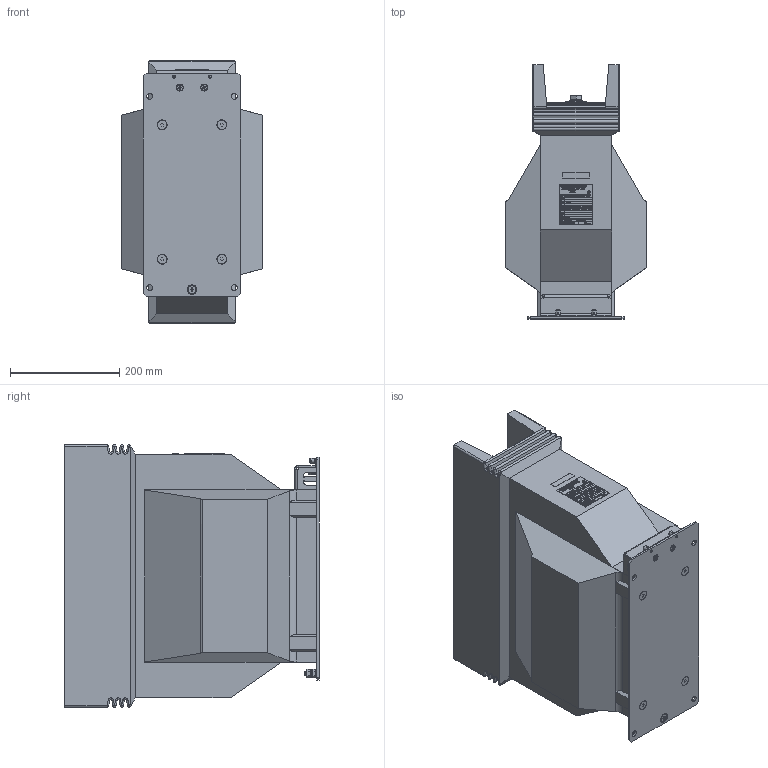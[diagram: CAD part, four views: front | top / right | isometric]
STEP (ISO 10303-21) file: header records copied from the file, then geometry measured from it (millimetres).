
FILE_DESCRIPTION (( 'STEP AP214' ), '1' );
FILE_NAME ('ﾒﾋﾊ-ﾑﾒ-35-1.2ﾌ (5-1500 ﾀ).STEP', '2019-06-24T08:36:44', ( '' ), ( '' ), 'SwSTEP 2.0', 'SolidWorks 2014', '' );
FILE_SCHEMA (( 'AUTOMOTIVE_DESIGN' ));
Length unit declared in the file: millimetre
Products named in the file (32): ÂÅÈÓ.754312.182À Òàáëè÷êà òåõíè÷åñêèõ äàííûõ ÒËÊ-ÑÒ_-03; 屡扔.758181.002 妈眚 镫铎徼痤忸黜; ÂÅÈÓ.735314.029 Êðûøêà çàùèòíàÿ ÒËÊ-35-1; ÇÍÈÎË-35; 旂000036108 椯鴀殣罻 勷 欙謶纋鍱鍎; ﾂﾅﾈﾓ.733411.011 ﾎ魵瑙韃; Áîëò DIN 933_5å10; ÂÅÈÓ.671213.558 Ñáîðêà òðàíñôîðìàòîðà ñ çàëèâêîé ÒËÊ-ÑÒ-35-1.2Ì_-03; ﾘ琺矜 DIN 127 B_5; Äîçàëèâêà áàðüåðîâ^ÂÅÈÓ.671213.558 Ñáîðêà òðàíñôîðìàòîðà ñ çàëèâêîé ÒËÊ-ÑÒ-35-1.2Ì; ﾘ琺矜 DIN 125 ﾀ_5.01.019; Êîìïàóíä^ÂÅÈÓ.671213.558 Ñáîðêà òðàíñôîðìàòîðà ñ çàëèâêîé ÒËÊ-ÑÒ-35-1.2Ì; ﾘ琺矜 DIN 127 B_6; Êîðïóñ ÒËÊ-35-1.2^ÂÅÈÓ.671213.558 Ñáîðêà òðàíñôîðìàòîðà ñ çàëèâêîé ÒËÊ-ÑÒ-35-1.2Ì_1500 5â¨ ®¡¬; Ãàéêà øåñòèãðàííàÿ DIN 934_6; 屡扔.758472.007 绵殛郷-02; ﾘ琺矜 DIN 125 ﾀ_6.01.019; ÂÅÈÓ.758472.024 Ãàéêà ñïåöèàëüíàÿ; ﾘ琺矜 DIN 127 B_8; ÂÅÈÓ.671213.340 Ñáîðêà àêòèâíîé ÷àñòè ÒËÊ-ÑÒ-35-1.2_1500; Ãàéêà øåñòèãðàííàÿ DIN 934_8; Ëåíòà èçîëÿöèîííàÿ 25ìì REF.4016 or 4026^ÂÅÈÓ.671213.340 Ñáîðêà àêòèâíîé ÷àñòè ÒËÊ-ÑÒ-35-1.2; ﾘ琺矜 DIN 125 ﾀ_8.01.019; 屡扔.757465.009 袜觐礤黜桕; Âèíò DIN 965_Œ6å20; ÂÅÈÓ.758472.032 Ãàéêà ñïåöèàëüíàÿ; Âèíò DIN 965_Œ8å25; Âèíò ïîòàé ñ âí. øåñò. DIN 7991_8å20; ﾒﾋﾊ-ﾑﾒ-35-1.2ﾌ (5-1500 ﾀ); Áîëò DIN 933_12å30 ; ﾘ琺矜 DIN 127 B_12; ﾘ琺矜 DIN 125 ﾀ_12.01.019; 屡扔.754342.003 亦犭梓赅 忭桁囗桢
Assembly tree (108 placements, depth 4):
  ﾒﾋﾊ-ﾑﾒ-35-1.2ﾌ (5-1500 ﾀ)
    ÂÅÈÓ.671213.558 Ñáîðêà òðàíñôîðìàòîðà ñ çàëèâêîé ÒËÊ-ÑÒ-35-1.2Ì_-03
      ÂÅÈÓ.671213.340 Ñáîðêà àêòèâíîé ÷àñòè ÒËÊ-ÑÒ-35-1.2_1500
        ÂÅÈÓ.758472.032 Ãàéêà ñïåöèàëüíàÿ  x5
        屡扔.757465.009 袜觐礤黜桕  x2
        Ëåíòà èçîëÿöèîííàÿ 25ìì REF.4016 or 4026^ÂÅÈÓ.671213.340 Ñáîðêà àêòèâíîé ÷àñòè ÒËÊ-ÑÒ-35-1.2  x11
      ÂÅÈÓ.758472.024 Ãàéêà ñïåöèàëüíàÿ  x4
      屡扔.758472.007 绵殛郷-02  x10
      Êîðïóñ ÒËÊ-35-1.2^ÂÅÈÓ.671213.558 Ñáîðêà òðàíñôîðìàòîðà ñ çàëèâêîé ÒËÊ-ÑÒ-35-1.2Ì_1500 5â¨ ®¡¬
      Êîìïàóíä^ÂÅÈÓ.671213.558 Ñáîðêà òðàíñôîðìàòîðà ñ çàëèâêîé ÒËÊ-ÑÒ-35-1.2Ì
      Äîçàëèâêà áàðüåðîâ^ÂÅÈÓ.671213.558 Ñáîðêà òðàíñôîðìàòîðà ñ çàëèâêîé ÒËÊ-ÑÒ-35-1.2Ì
    ﾂﾅﾈﾓ.733411.011 ﾎ魵瑙韃
    ÂÅÈÓ.735314.029 Êðûøêà çàùèòíàÿ ÒËÊ-35-1; ÇÍÈÎË-35
    屡扔.758181.002 妈眚 镫铎徼痤忸黜  x2
    ÂÅÈÓ.754312.182À Òàáëè÷êà òåõíè÷åñêèõ äàííûõ ÒËÊ-ÑÒ_-03
    屡扔.754342.003 亦犭梓赅 忭桁囗桢
    ﾘ琺矜 DIN 125 ﾀ_12.01.019  x4
    ﾘ琺矜 DIN 127 B_12  x4
    Áîëò DIN 933_12å30   x4
    Âèíò ïîòàé ñ âí. øåñò. DIN 7991_8å20  x4
    Âèíò DIN 965_Œ8å25
    Âèíò DIN 965_Œ6å20  x2
    ﾘ琺矜 DIN 125 ﾀ_8.01.019  x2
    Ãàéêà øåñòèãðàííàÿ DIN 934_8  x2
    ﾘ琺矜 DIN 127 B_8
    ﾘ琺矜 DIN 125 ﾀ_6.01.019  x4
    Ãàéêà øåñòèãðàííàÿ DIN 934_6  x4
    ﾘ琺矜 DIN 127 B_6  x2
    ﾘ琺矜 DIN 125 ﾀ_5.01.019  x10
    ﾘ琺矜 DIN 127 B_5  x10
    Áîëò DIN 933_5å10  x10
    旂000036108 椯鴀殣罻 勷 欙謶纋鍱鍎
Bounding box: 257 x 465.31 x 480 mm (x, y, z)
Volume: 28604651.7 mm3; surface area: 1466853.8 mm2
Topology: 106 solids, 107 shells, 5160 faces, 13234 edges, 8704 vertices
Faces by surface type: plane 3045, bspline 1329, cylinder 449, cone 214, torus 103, sphere 20
Full cylindrical faces by diameter (mm): 2 x22, 4 x10, 4.2 x2, 5 x21, 5.3 x10, 6 x2, 6.4 x4, 6.6 x2, 6.75 x2, 6.8 x4, 8 x5, 8.4 x2, 9 x2, 10 x10, 10.2 x4, 10.5 x8, 10.9 x20, 11 x4, 11.3 x2, 12 x44, 13 x4, 14.5 x1, 16 x2, 20 x2, 24 x4
Entity records: 223600 total; most frequent: CARTESIAN_POINT 92890, ORIENTED_EDGE 22726, DIRECTION 15334, EDGE_CURVE 11363, LINE 7856, VECTOR 7856, VERTEX_POINT 7595, EDGE_LOOP 4950
